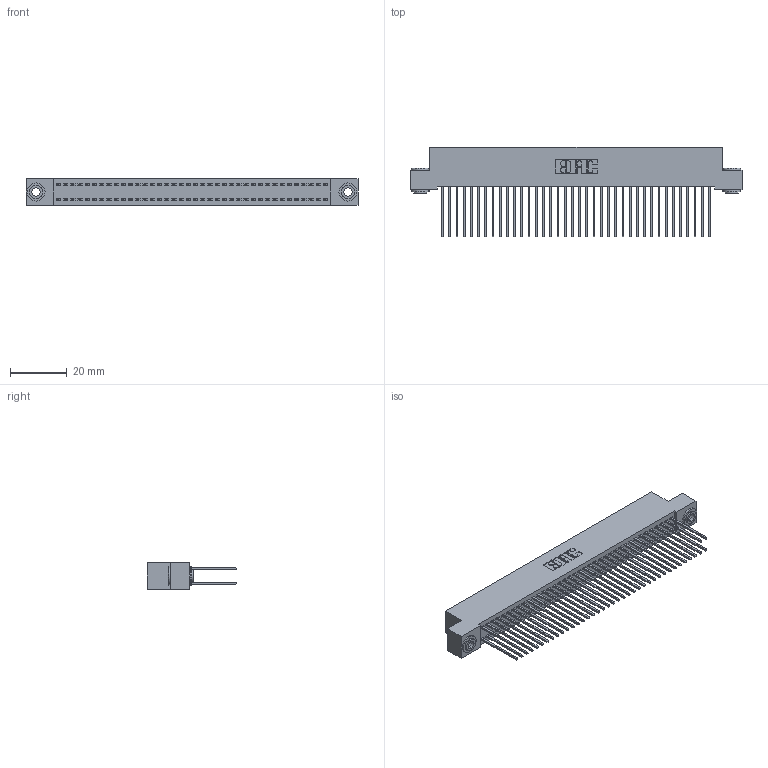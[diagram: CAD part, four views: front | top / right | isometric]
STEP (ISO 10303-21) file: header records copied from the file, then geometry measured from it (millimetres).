
FILE_DESCRIPTION (( 'STEP AP203' ), '1' );
FILE_NAME ('392-076-542-203.STEP', '2018-08-18T01:32:09', ( '' ), ( '' ), 'SwSTEP 2.0', 'SolidWorks 2016', '' );
FILE_SCHEMA (( 'CONFIG_CONTROL_DESIGN' ));
Length unit declared in the file: inch
Products named in the file (4): 342-250-002_345-250-002-102; 392-076-542-203; 342 Part_.156 TH; 345-292-001_345-293-142
Assembly tree (79 placements, depth 2):
  392-076-542-203
    342 Part_.156 TH
    345-292-001_345-293-142  x76
    342-250-002_345-250-002-102  x2
Bounding box: 116.84 x 31.63 x 9.4 mm (x, y, z)
Volume: 10856.2 mm3; surface area: 19376.6 mm2
Topology: 79 solids, 79 shells, 4100 faces, 12155 edges, 7998 vertices
Faces by surface type: plane 2812, cylinder 1280, cone 8
Entity records: 25500 total; most frequent: CARTESIAN_POINT 4205, ORIENTED_EDGE 4134, DIRECTION 3633, EDGE_CURVE 2067, LINE 1915, VECTOR 1915, VERTEX_POINT 1374, AXIS2_PLACEMENT_3D 859
